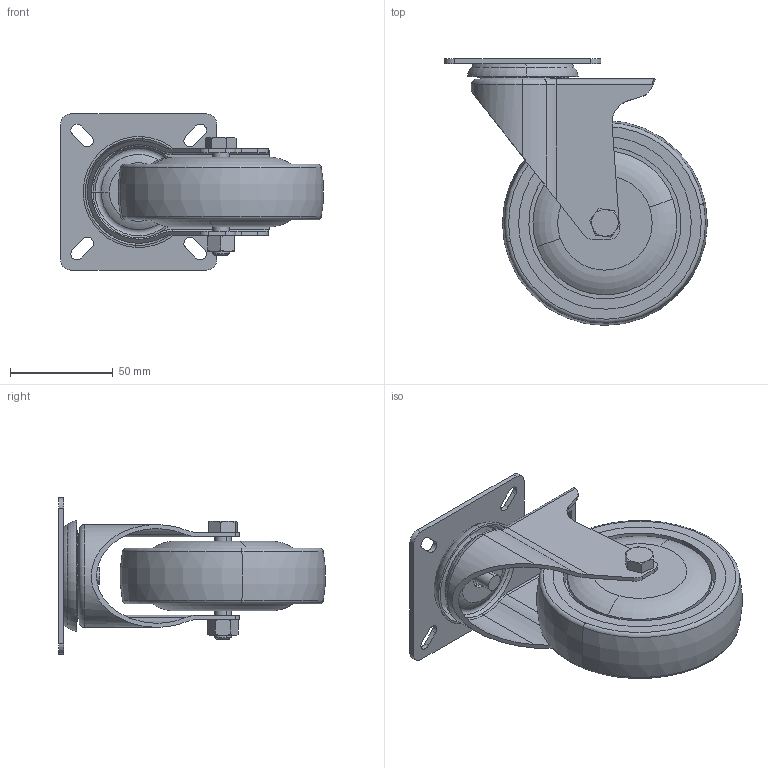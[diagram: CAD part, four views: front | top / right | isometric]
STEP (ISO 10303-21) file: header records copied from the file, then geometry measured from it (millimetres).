
FILE_DESCRIPTION (( 'STEP AP203' ), '1' );
FILE_NAME ('S4716.STEP', '2020-02-21T01:34:50', ( '' ), ( '' ), 'SwSTEP 2.0', 'SolidWorks 2013', '' );
FILE_SCHEMA (( 'CONFIG_CONTROL_DESIGN' ));
Length unit declared in the file: millimetre
Products named in the file (1): S4716
Bounding box: 127.87 x 129.77 x 76 mm (x, y, z)
Surface area: 90396.4 mm2 (no closed solid volume)
Topology: 0 solids, 13 shells, 208 faces, 513 edges, 326 vertices
Faces by surface type: cylinder 72, plane 64, torus 46, cone 26
Entity records: 6474 total; most frequent: CARTESIAN_POINT 1351, DIRECTION 1149, ORIENTED_EDGE 978, EDGE_CURVE 513, AXIS2_PLACEMENT_3D 484, VERTEX_POINT 326, CIRCLE 275, EDGE_LOOP 241
